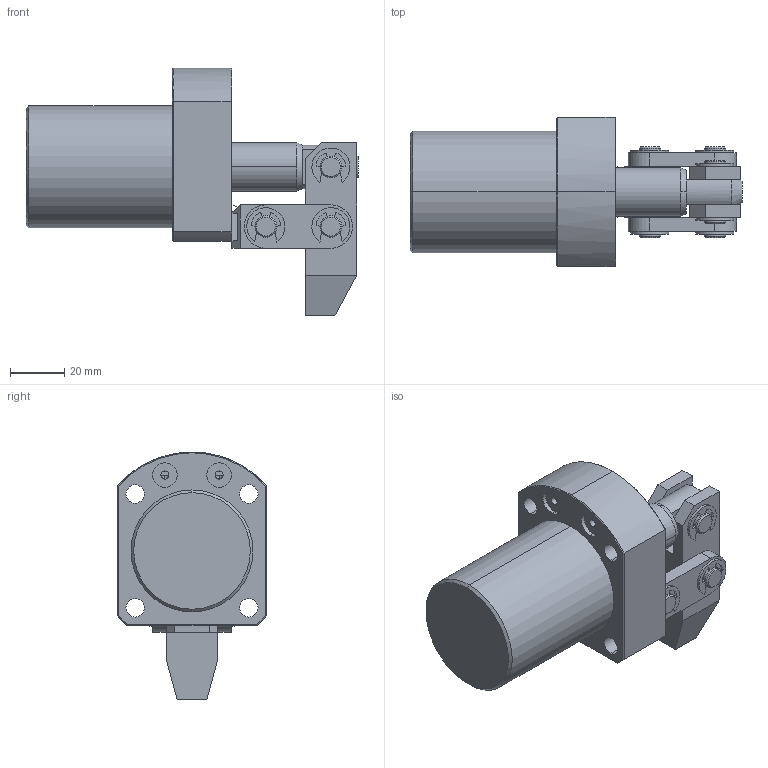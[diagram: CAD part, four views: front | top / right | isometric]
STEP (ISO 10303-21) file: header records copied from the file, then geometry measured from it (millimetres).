
FILE_DESCRIPTION (( 'STEP AP214' ), '1' );
FILE_NAME ('CHLC-FAM25.STEP', '2019-04-14T02:20:05', ( '' ), ( '' ), 'SwSTEP 2.0', 'SolidWorks 2016', '' );
FILE_SCHEMA (( 'AUTOMOTIVE_DESIGN' ));
Length unit declared in the file: millimetre
Products named in the file (10): CHLC-25KKDC; CHLC-25DX; CHLC-25CX; CHLC-25HSG; CHLC-25LG; CHLC-25ZC; CHLC-FAM25BT; CHLC-FAM25_ASM; CHLC-FAM25; 揤旋
Assembly tree (16 placements, depth 2):
  CHLC-FAM25
    CHLC-FAM25_ASM
    CHLC-FAM25BT
    CHLC-25ZC
    CHLC-25LG  x2
    CHLC-25HSG
    CHLC-25CX  x2
    CHLC-25DX
    CHLC-25KKDC  x6
    揤旋
Bounding box: 122.5 x 55 x 91.5 mm (x, y, z)
Volume: 180428.7 mm3; surface area: 47589.8 mm2
Topology: 15 solids, 18 shells, 364 faces, 869 edges, 563 vertices
Faces by surface type: cylinder 163, plane 146, cone 33, bspline 16, torus 6
Entity records: 8802 total; most frequent: CARTESIAN_POINT 1559, DIRECTION 1235, ORIENTED_EDGE 1122, EDGE_CURVE 567, AXIS2_PLACEMENT_3D 487, VERTEX_POINT 363, EDGE_LOOP 287, VECTOR 261
